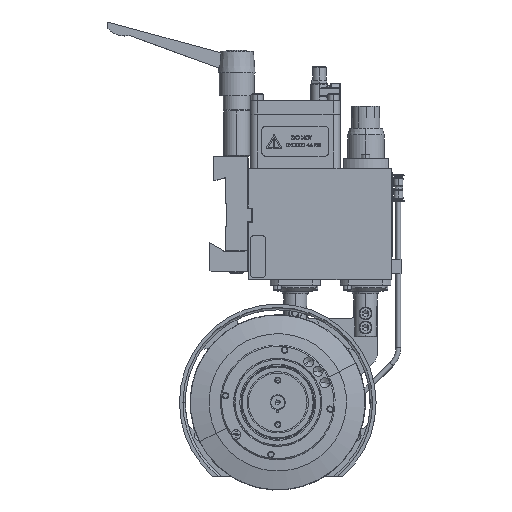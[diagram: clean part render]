
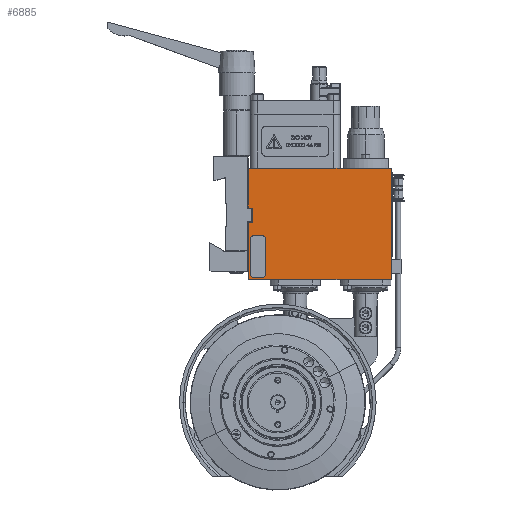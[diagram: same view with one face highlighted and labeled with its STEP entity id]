
A CAD part, top view. The second image highlights one B-rep face of the part: STEP entity #6885.
In plain terms, the highlighted planar face has unit normal (0, 0, 1).
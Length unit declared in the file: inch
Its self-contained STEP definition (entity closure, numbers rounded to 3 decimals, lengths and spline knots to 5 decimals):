
#352 = AXIS2_PLACEMENT_3D ( 'NONE', #4365, #59563, #63178 ) ;
#607 = LINE ( 'NONE', #5834, #42212 ) ;
#1425 = EDGE_CURVE ( 'NONE', #22872, #34434, #36132, .T. ) ;
#1787 = EDGE_CURVE ( 'NONE', #7522, #52442, #54385, .T. ) ;
#2643 = ORIENTED_EDGE ( 'NONE', *, *, #6671, .F. ) ;
#3666 = EDGE_CURVE ( 'NONE', #35644, #48000, #13571, .T. ) ;
#4176 = ORIENTED_EDGE ( 'NONE', *, *, #7718, .F. ) ;
#4365 = CARTESIAN_POINT ( 'NONE',  ( -0.5315, 4.31102, 0.94488 ) ) ;
#5409 = FACE_OUTER_BOUND ( 'NONE', #24729, .T. ) ;
#5690 = LINE ( 'NONE', #50766, #62420 ) ;
#5834 = CARTESIAN_POINT ( 'NONE',  ( -0.84646, 6.06299, 0.94488 ) ) ;
#6671 = EDGE_CURVE ( 'NONE', #16017, #26274, #44144, .T. ) ;
#6885 = ADVANCED_FACE ( 'NONE', ( #5409, #10951 ), #30856, .T. ) ;
#6922 = DIRECTION ( 'NONE',  ( -1., 0., 0. ) ) ;
#7448 = DIRECTION ( 'NONE',  ( 0., 0., 1. ) ) ;
#7522 = VERTEX_POINT ( 'NONE', #43417 ) ;
#7683 = VERTEX_POINT ( 'NONE', #46321 ) ;
#7718 = EDGE_CURVE ( 'NONE', #7683, #15638, #51527, .T. ) ;
#8340 = EDGE_CURVE ( 'NONE', #23171, #48000, #607, .T. ) ;
#8888 = VERTEX_POINT ( 'NONE', #17509 ) ;
#9687 = EDGE_LOOP ( 'NONE', ( #36208, #59460, #4176, #54457, #2643, #58037, #14364, #28110 ) ) ;
#9766 = ORIENTED_EDGE ( 'NONE', *, *, #48156, .F. ) ;
#10634 = DIRECTION ( 'NONE',  ( 0., 1., 0. ) ) ;
#10895 = CARTESIAN_POINT ( 'NONE',  ( -0.5315, 4.19291, 0.94488 ) ) ;
#10951 = FACE_BOUND ( 'NONE', #9687, .T. ) ;
#11830 = ORIENTED_EDGE ( 'NONE', *, *, #1787, .F. ) ;
#12719 = CARTESIAN_POINT ( 'NONE',  ( -0.80709, 4.31102, 0.94488 ) ) ;
#12968 = AXIS2_PLACEMENT_3D ( 'NONE', #25759, #7448, #57653 ) ;
#13571 = LINE ( 'NONE', #15809, #38271 ) ;
#13726 = VECTOR ( 'NONE', #19736, 39.37008 ) ;
#14364 = ORIENTED_EDGE ( 'NONE', *, *, #32084, .F. ) ;
#14456 = CARTESIAN_POINT ( 'NONE',  ( -0.98425, 7.87402, 0.94488 ) ) ;
#15638 = VERTEX_POINT ( 'NONE', #50396 ) ;
#15809 = CARTESIAN_POINT ( 'NONE',  ( -0.98425, 4.13386, 0.94488 ) ) ;
#16017 = VERTEX_POINT ( 'NONE', #10895 ) ;
#17006 = DIRECTION ( 'NONE',  ( 1., 0., 0. ) ) ;
#17509 = CARTESIAN_POINT ( 'NONE',  ( -0.80709, 4.19291, 0.94488 ) ) ;
#17558 = DIRECTION ( 'NONE',  ( 0., 1., 0. ) ) ;
#18205 = LINE ( 'NONE', #41699, #44513 ) ;
#19423 = CARTESIAN_POINT ( 'NONE',  ( 3.8189, 4.13386, 0.94488 ) ) ;
#19736 = DIRECTION ( 'NONE',  ( -1., 0., 0. ) ) ;
#20333 = CARTESIAN_POINT ( 'NONE',  ( -0.98425, 4.13386, 0.94488 ) ) ;
#20733 = VECTOR ( 'NONE', #52400, 39.37008 ) ;
#22029 = EDGE_CURVE ( 'NONE', #34434, #59043, #55068, .T. ) ;
#22373 = EDGE_CURVE ( 'NONE', #23171, #29502, #27951, .T. ) ;
#22721 = VECTOR ( 'NONE', #24783, 39.37008 ) ;
#22872 = VERTEX_POINT ( 'NONE', #48281 ) ;
#23171 = VERTEX_POINT ( 'NONE', #57953 ) ;
#24045 = CARTESIAN_POINT ( 'NONE',  ( -0.9252, 5.49213, 0.94488 ) ) ;
#24729 = EDGE_LOOP ( 'NONE', ( #9766, #31714, #57865, #25132, #30677, #61604, #37262, #11830 ) ) ;
#24783 = DIRECTION ( 'NONE',  ( -1., 0., 0. ) ) ;
#25132 = ORIENTED_EDGE ( 'NONE', *, *, #3666, .F. ) ;
#25759 = CARTESIAN_POINT ( 'NONE',  ( -0.5315, 5.49213, 0.94488 ) ) ;
#26274 = VERTEX_POINT ( 'NONE', #44894 ) ;
#26620 = CARTESIAN_POINT ( 'NONE',  ( -0.84646, 6.53543, 0.94488 ) ) ;
#27108 = CARTESIAN_POINT ( 'NONE',  ( -0.98425, 7.87402, 0.94488 ) ) ;
#27601 = CARTESIAN_POINT ( 'NONE',  ( -0.80709, 4.19291, 0.94488 ) ) ;
#27828 = AXIS2_PLACEMENT_3D ( 'NONE', #40865, #61106, #6922 ) ;
#27951 = LINE ( 'NONE', #63202, #54620 ) ;
#28110 = ORIENTED_EDGE ( 'NONE', *, *, #22029, .F. ) ;
#29502 = VERTEX_POINT ( 'NONE', #26620 ) ;
#30677 = ORIENTED_EDGE ( 'NONE', *, *, #31462, .T. ) ;
#30856 = PLANE ( 'NONE',  #43019 ) ;
#31083 = VECTOR ( 'NONE', #17006, 39.37008 ) ;
#31462 = EDGE_CURVE ( 'NONE', #35644, #41631, #5690, .T. ) ;
#31490 = CARTESIAN_POINT ( 'NONE',  ( -0.98425, 4.13386, 0.94488 ) ) ;
#31714 = ORIENTED_EDGE ( 'NONE', *, *, #22373, .F. ) ;
#32084 = EDGE_CURVE ( 'NONE', #59043, #8888, #44869, .T. ) ;
#32159 = LINE ( 'NONE', #27601, #20733 ) ;
#34095 = LINE ( 'NONE', #43296, #47088 ) ;
#34112 = CARTESIAN_POINT ( 'NONE',  ( -0.9252, 4.31102, 0.94488 ) ) ;
#34434 = VERTEX_POINT ( 'NONE', #24045 ) ;
#35158 = DIRECTION ( 'NONE',  ( -1., 0., 0. ) ) ;
#35644 = VERTEX_POINT ( 'NONE', #20333 ) ;
#36106 = EDGE_CURVE ( 'NONE', #15638, #22872, #63968, .T. ) ;
#36132 = CIRCLE ( 'NONE', #27828, 0.11811 ) ;
#36208 = ORIENTED_EDGE ( 'NONE', *, *, #1425, .F. ) ;
#36375 = DIRECTION ( 'NONE',  ( 0., 0., 1. ) ) ;
#37262 = ORIENTED_EDGE ( 'NONE', *, *, #54327, .F. ) ;
#38271 = VECTOR ( 'NONE', #50417, 39.37008 ) ;
#38777 = DIRECTION ( 'NONE',  ( 0., 0., 1. ) ) ;
#39000 = CARTESIAN_POINT ( 'NONE',  ( -0.98425, 6.06299, 0.94488 ) ) ;
#39981 = EDGE_CURVE ( 'NONE', #26274, #7683, #18205, .T. ) ;
#40654 = CARTESIAN_POINT ( 'NONE',  ( -0.98425, 4.13386, 0.94488 ) ) ;
#40823 = LINE ( 'NONE', #27108, #31083 ) ;
#40865 = CARTESIAN_POINT ( 'NONE',  ( -0.80709, 5.49213, 0.94488 ) ) ;
#40932 = DIRECTION ( 'NONE',  ( 1., 0., 0. ) ) ;
#41631 = VERTEX_POINT ( 'NONE', #19423 ) ;
#41699 = CARTESIAN_POINT ( 'NONE',  ( -0.41339, 4.31102, 0.94488 ) ) ;
#42212 = VECTOR ( 'NONE', #64005, 39.37008 ) ;
#42983 = CARTESIAN_POINT ( 'NONE',  ( 3.8189, 7.87402, 0.94488 ) ) ;
#43019 = AXIS2_PLACEMENT_3D ( 'NONE', #31490, #36375, #56942 ) ;
#43296 = CARTESIAN_POINT ( 'NONE',  ( 3.8189, 4.13386, 0.94488 ) ) ;
#43417 = CARTESIAN_POINT ( 'NONE',  ( -0.98425, 6.53543, 0.94488 ) ) ;
#43948 = DIRECTION ( 'NONE',  ( 0., 1., 0. ) ) ;
#44144 = CIRCLE ( 'NONE', #352, 0.11811 ) ;
#44227 = VECTOR ( 'NONE', #49884, 39.37008 ) ;
#44513 = VECTOR ( 'NONE', #17558, 39.37008 ) ;
#44869 = CIRCLE ( 'NONE', #60459, 0.11811 ) ;
#44894 = CARTESIAN_POINT ( 'NONE',  ( -0.41339, 4.31102, 0.94488 ) ) ;
#45208 = CARTESIAN_POINT ( 'NONE',  ( -0.84646, 6.53543, 0.94488 ) ) ;
#46321 = CARTESIAN_POINT ( 'NONE',  ( -0.41339, 5.49213, 0.94488 ) ) ;
#47088 = VECTOR ( 'NONE', #43948, 39.37008 ) ;
#48000 = VERTEX_POINT ( 'NONE', #39000 ) ;
#48156 = EDGE_CURVE ( 'NONE', #29502, #7522, #54649, .T. ) ;
#48281 = CARTESIAN_POINT ( 'NONE',  ( -0.80709, 5.61024, 0.94488 ) ) ;
#48838 = DIRECTION ( 'NONE',  ( 0., 1., 0. ) ) ;
#49884 = DIRECTION ( 'NONE',  ( 0., -1., 0. ) ) ;
#50396 = CARTESIAN_POINT ( 'NONE',  ( -0.5315, 5.61024, 0.94488 ) ) ;
#50417 = DIRECTION ( 'NONE',  ( 0., 1., 0. ) ) ;
#50766 = CARTESIAN_POINT ( 'NONE',  ( -0.98425, 4.13386, 0.94488 ) ) ;
#51527 = CIRCLE ( 'NONE', #12968, 0.11811 ) ;
#52400 = DIRECTION ( 'NONE',  ( 1., 0., 0. ) ) ;
#52442 = VERTEX_POINT ( 'NONE', #14456 ) ;
#54327 = EDGE_CURVE ( 'NONE', #52442, #58058, #40823, .T. ) ;
#54385 = LINE ( 'NONE', #40654, #59176 ) ;
#54457 = ORIENTED_EDGE ( 'NONE', *, *, #39981, .F. ) ;
#54620 = VECTOR ( 'NONE', #48838, 39.37008 ) ;
#54649 = LINE ( 'NONE', #45208, #13726 ) ;
#55068 = LINE ( 'NONE', #55394, #44227 ) ;
#55394 = CARTESIAN_POINT ( 'NONE',  ( -0.9252, 4.31102, 0.94488 ) ) ;
#56942 = DIRECTION ( 'NONE',  ( 1., 0., 0. ) ) ;
#57653 = DIRECTION ( 'NONE',  ( 1., 0., 0. ) ) ;
#57865 = ORIENTED_EDGE ( 'NONE', *, *, #8340, .T. ) ;
#57953 = CARTESIAN_POINT ( 'NONE',  ( -0.84646, 6.06299, 0.94488 ) ) ;
#58037 = ORIENTED_EDGE ( 'NONE', *, *, #60029, .F. ) ;
#58058 = VERTEX_POINT ( 'NONE', #42983 ) ;
#59026 = CARTESIAN_POINT ( 'NONE',  ( -0.80709, 5.61024, 0.94488 ) ) ;
#59043 = VERTEX_POINT ( 'NONE', #34112 ) ;
#59176 = VECTOR ( 'NONE', #10634, 39.37008 ) ;
#59460 = ORIENTED_EDGE ( 'NONE', *, *, #36106, .F. ) ;
#59563 = DIRECTION ( 'NONE',  ( 0., 0., 1. ) ) ;
#60029 = EDGE_CURVE ( 'NONE', #8888, #16017, #32159, .T. ) ;
#60459 = AXIS2_PLACEMENT_3D ( 'NONE', #12719, #38777, #35158 ) ;
#61106 = DIRECTION ( 'NONE',  ( 0., 0., 1. ) ) ;
#61604 = ORIENTED_EDGE ( 'NONE', *, *, #61716, .T. ) ;
#61716 = EDGE_CURVE ( 'NONE', #41631, #58058, #34095, .T. ) ;
#62420 = VECTOR ( 'NONE', #40932, 39.37008 ) ;
#63178 = DIRECTION ( 'NONE',  ( 1., 0., 0. ) ) ;
#63202 = CARTESIAN_POINT ( 'NONE',  ( -0.84646, 6.53543, 0.94488 ) ) ;
#63968 = LINE ( 'NONE', #59026, #22721 ) ;
#64005 = DIRECTION ( 'NONE',  ( -1., 0., 0. ) ) ;
